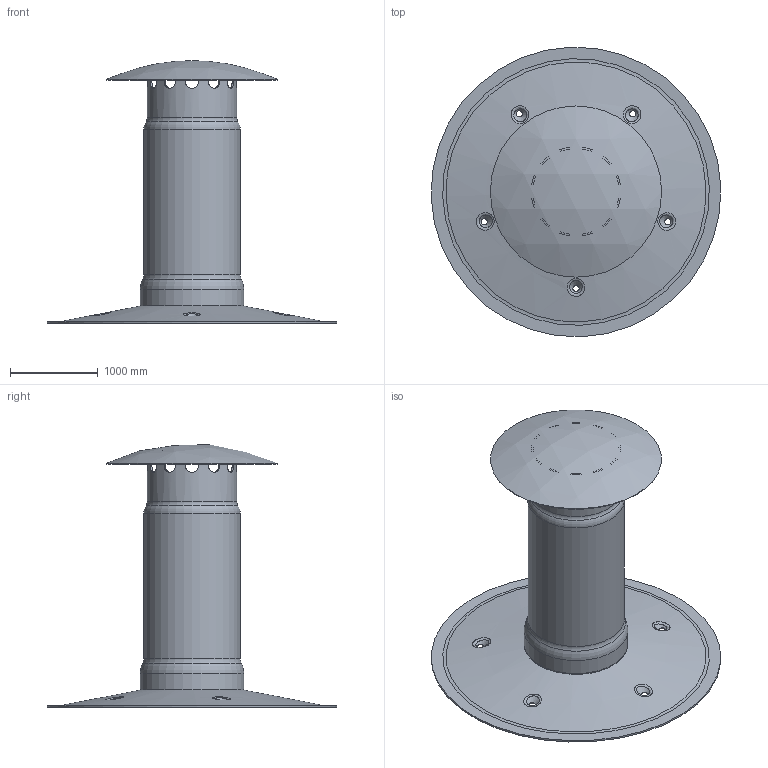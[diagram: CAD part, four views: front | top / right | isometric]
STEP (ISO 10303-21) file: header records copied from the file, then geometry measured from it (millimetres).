
FILE_DESCRIPTION(/* description */ (''),/* implementation_level */ '2;1');
FILE_NAME(/* name */ '01310.100X_3D.stp',/* time_stamp */ '2024-12-11T13:23:13+01:00',/* author */ ('CAD'),/* organization */ (''),/* preprocessor_version */ 'ST-DEVELOPER v20',/* originating_system */ 'AutoCAD Mechanical',/* authorisation */ '');
FILE_SCHEMA (('AUTOMOTIVE_DESIGN { 1 0 10303 214 3 1 1 }'));
Length unit declared in the file: centimetre
Products named in the file (2): Product; *S77
Assembly tree (1 placements, depth 2):
  Product
    *S77
Bounding box: 3297.99 x 3297.99 x 2991.06 mm (x, y, z)
Volume: 383005816.2 mm3; surface area: 40502560.1 mm2
Topology: 3 solids, 3 shells, 103 faces, 284 edges, 184 vertices
Faces by surface type: plane 39, cone 21, cylinder 19, torus 12, bspline 10, sphere 2
Full cylindrical faces by diameter (mm): 980 x1, 1020 x1, 1060 x1, 1100 x1, 1140 x1, 1180 x1, 3300 x1
Entity records: 5966 total; most frequent: CARTESIAN_POINT 3325, ORIENTED_EDGE 568, DIRECTION 514, EDGE_CURVE 284, AXIS2_PLACEMENT_3D 194, VERTEX_POINT 184, LINE 126, VECTOR 126
